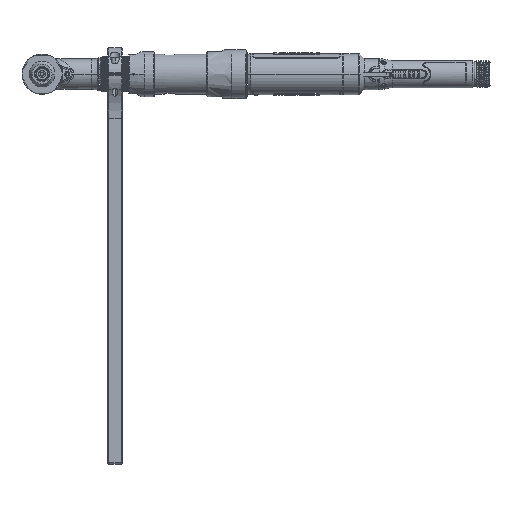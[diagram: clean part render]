
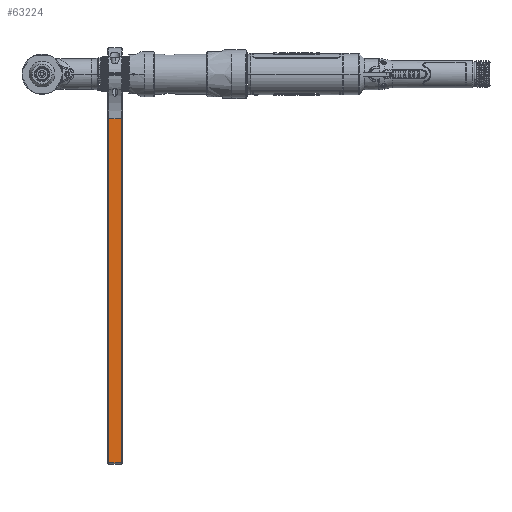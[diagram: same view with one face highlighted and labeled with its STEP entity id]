
A CAD part, top view. The second image highlights one B-rep face of the part: STEP entity #63224.
In plain terms, the highlighted planar face has unit normal (0, 0, 1).
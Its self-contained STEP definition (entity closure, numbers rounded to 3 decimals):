
#61135=DIRECTION('',(-1.,0.,0.));
#61136=VECTOR('',#61135,0.63);
#61137=CARTESIAN_POINT('',(-5.899,-2.289,0.588));
#61138=LINE('',#61137,#61136);
#61505=DIRECTION('',(0.,1.,0.));
#61506=VECTOR('',#61505,17.651);
#61507=CARTESIAN_POINT('',(-6.529,-19.94,0.588));
#61508=LINE('',#61507,#61506);
#61621=DIRECTION('',(0.,-1.,0.));
#61622=VECTOR('',#61621,17.651);
#61623=CARTESIAN_POINT('',(-5.899,-2.289,0.588));
#61624=LINE('',#61623,#61622);
#61717=DIRECTION('',(1.,0.,0.));
#61718=VECTOR('',#61717,0.63);
#61719=CARTESIAN_POINT('',(-6.529,-19.94,0.588));
#61720=LINE('',#61719,#61718);
#62487=CARTESIAN_POINT('',(-6.529,-19.94,0.588));
#62488=CARTESIAN_POINT('',(-6.529,-2.289,0.588));
#62489=VERTEX_POINT('',#62487);
#62490=VERTEX_POINT('',#62488);
#62530=CARTESIAN_POINT('',(-5.899,-2.289,0.588));
#62531=CARTESIAN_POINT('',(-5.899,-19.94,0.588));
#62532=VERTEX_POINT('',#62530);
#62533=VERTEX_POINT('',#62531);
#63209=CARTESIAN_POINT('',(-5.839,-20.,0.588));
#63210=DIRECTION('',(0.,0.,1.));
#63211=DIRECTION('',(0.,1.,0.));
#63212=AXIS2_PLACEMENT_3D('',#63209,#63210,#63211);
#63213=PLANE('',#63212);
#63215=ORIENTED_EDGE('',*,*,#63214,.T.);
#63217=ORIENTED_EDGE('',*,*,#63216,.F.);
#63219=ORIENTED_EDGE('',*,*,#63218,.T.);
#63221=ORIENTED_EDGE('',*,*,#63220,.F.);
#63222=EDGE_LOOP('',(#63215,#63217,#63219,#63221));
#63223=FACE_OUTER_BOUND('',#63222,.F.);
#63224=ADVANCED_FACE('',(#63223),#63213,.T.);
#63214=EDGE_CURVE('',#62489,#62490,#61508,.T.);
#63216=EDGE_CURVE('',#62532,#62490,#61138,.T.);
#63218=EDGE_CURVE('',#62532,#62533,#61624,.T.);
#63220=EDGE_CURVE('',#62489,#62533,#61720,.T.);
